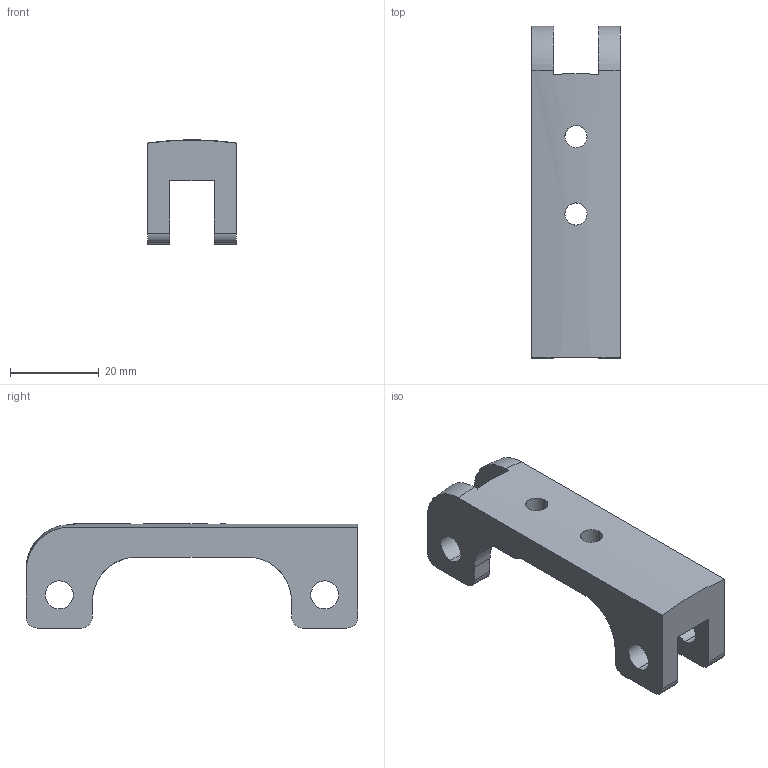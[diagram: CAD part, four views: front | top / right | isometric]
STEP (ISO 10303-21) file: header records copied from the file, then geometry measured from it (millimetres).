
FILE_DESCRIPTION (( 'STEP AP214' ), '1' );
FILE_NAME ('Flap Support.STEP', '2024-01-18T23:04:09', ( '' ), ( '' ), 'SwSTEP 2.0', 'SolidWorks 2023', '' );
FILE_SCHEMA (( 'AUTOMOTIVE_DESIGN' ));
Length unit declared in the file: millimetre
Products named in the file (1): Flap Support
Bounding box: 20 x 75 x 23.56 mm (x, y, z)
Volume: 14260.1 mm3; surface area: 6977.7 mm2
Topology: 1 solids, 1 shells, 45 faces, 130 edges, 86 vertices
Faces by surface type: cylinder 23, plane 20, torus 2
Entity records: 1769 total; most frequent: CARTESIAN_POINT 509, ORIENTED_EDGE 260, DIRECTION 260, EDGE_CURVE 130, AXIS2_PLACEMENT_3D 94, VERTEX_POINT 86, LINE 72, VECTOR 72
